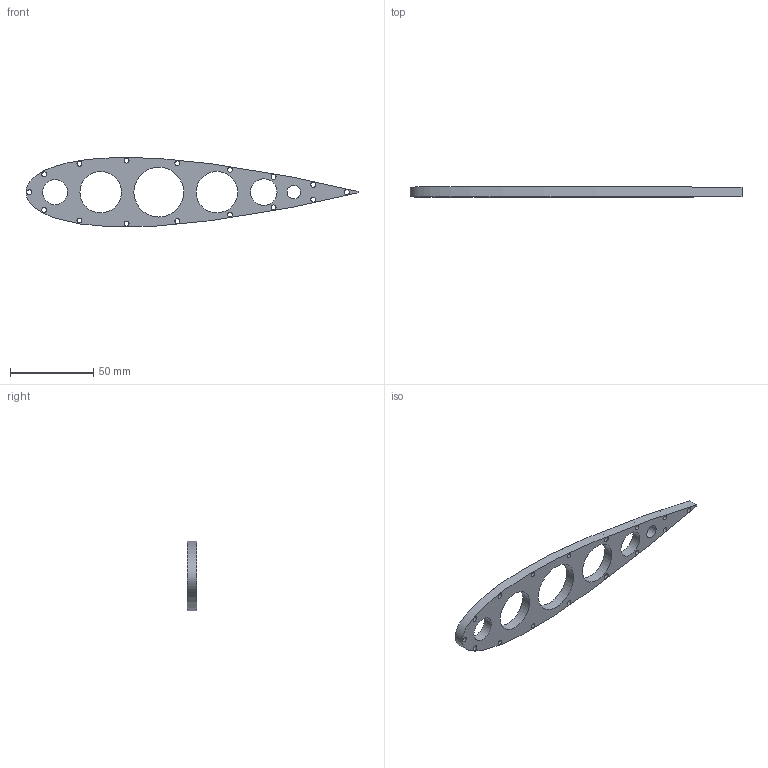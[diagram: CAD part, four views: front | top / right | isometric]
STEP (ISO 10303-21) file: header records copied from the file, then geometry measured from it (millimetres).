
FILE_DESCRIPTION(/* description */ (''),/* implementation_level */ '2;1');
FILE_NAME(/* name */ 'rib_spar1.step',/* time_stamp */ '2023-11-18T21:28:55+05:30',/* author */ (''),/* organization */ (''),/* preprocessor_version */ 'ST-DEVELOPER v20',/* originating_system */ 'Autodesk Translation Framework v12.14.0.127',/* authorisation */ '');
FILE_SCHEMA (('AUTOMOTIVE_DESIGN { 1 0 10303 214 3 1 1 }'));
Length unit declared in the file: centimetre
Products named in the file (1): rib_spar
Bounding box: 200 x 6 x 41.8 mm (x, y, z)
Volume: 18879.3 mm3; surface area: 12718.5 mm2
Topology: 1 solids, 1 shells, 26 faces, 72 edges, 48 vertices
Faces by surface type: cylinder 22, plane 3, bspline 1
Full cylindrical faces by diameter (mm): 3 x16, 8.039 x1, 15 x1, 16 x1, 25 x2, 30 x1
Entity records: 1668 total; most frequent: CARTESIAN_POINT 844, DIRECTION 166, ORIENTED_EDGE 144, EDGE_CURVE 72, EDGE_LOOP 70, AXIS2_PLACEMENT_3D 70, VERTEX_POINT 48, FACE_BOUND 44
